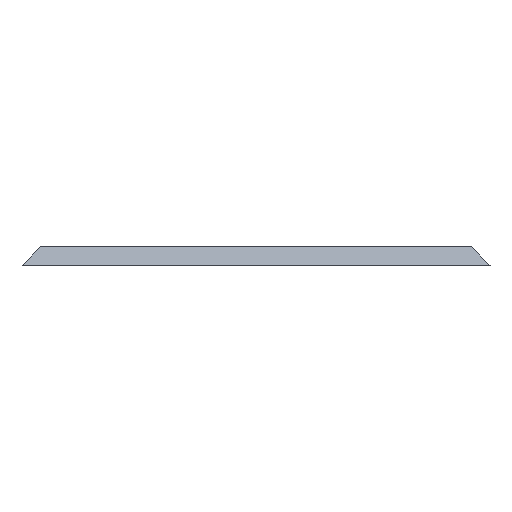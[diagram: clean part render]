
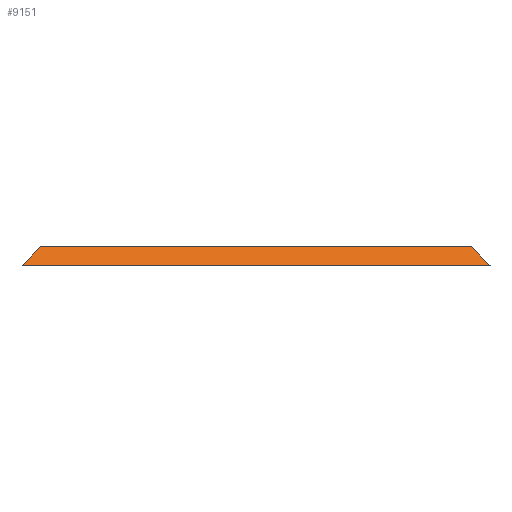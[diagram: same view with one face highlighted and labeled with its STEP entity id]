
A CAD part, left-side view. The second image highlights one B-rep face of the part: STEP entity #9151.
In plain terms, the highlighted planar face has unit normal (-0.707, 0, 0.707).
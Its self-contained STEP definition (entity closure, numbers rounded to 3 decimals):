
#1034=FACE_OUTER_BOUND('',#1558,.T.);
#1558=EDGE_LOOP('',(#6084,#6085,#6086,#6087));
#2126=LINE('',#11076,#2910);
#2127=LINE('',#11078,#2911);
#2128=LINE('',#11080,#2912);
#2129=LINE('',#11081,#2913);
#2910=VECTOR('',#9892,10.);
#2911=VECTOR('',#9893,10.);
#2912=VECTOR('',#9894,10.);
#2913=VECTOR('',#9895,10.);
#3694=VERTEX_POINT('',#11074);
#3695=VERTEX_POINT('',#11075);
#3696=VERTEX_POINT('',#11077);
#3697=VERTEX_POINT('',#11079);
#4650=EDGE_CURVE('',#3694,#3695,#2126,.T.);
#4651=EDGE_CURVE('',#3695,#3696,#2127,.T.);
#4652=EDGE_CURVE('',#3697,#3696,#2128,.T.);
#4653=EDGE_CURVE('',#3694,#3697,#2129,.T.);
#6084=ORIENTED_EDGE('',*,*,#4650,.T.);
#6085=ORIENTED_EDGE('',*,*,#4651,.T.);
#6086=ORIENTED_EDGE('',*,*,#4652,.F.);
#6087=ORIENTED_EDGE('',*,*,#4653,.F.);
#8952=PLANE('',#9689);
#9151=ADVANCED_FACE('',(#1034),#8952,.T.);
#9689=AXIS2_PLACEMENT_3D('',#11073,#9890,#9891);
#9890=DIRECTION('center_axis',(-0.707,0.,0.707));
#9891=DIRECTION('ref_axis',(0.707,0.,0.707));
#9892=DIRECTION('',(0.,1.,0.));
#9893=DIRECTION('',(-0.577,0.577,-0.577));
#9894=DIRECTION('',(0.,1.,0.));
#9895=DIRECTION('',(-0.577,-0.577,-0.577));
#11073=CARTESIAN_POINT('Origin',(-36.5,12.5,1.));
#11074=CARTESIAN_POINT('',(-35.5,-23.,2.));
#11075=CARTESIAN_POINT('',(-35.5,23.,2.));
#11076=CARTESIAN_POINT('',(-35.5,12.5,2.));
#11077=CARTESIAN_POINT('',(-37.5,25.,0.));
#11078=CARTESIAN_POINT('',(-35.5,23.,2.));
#11079=CARTESIAN_POINT('',(-37.5,-25.,0.));
#11080=CARTESIAN_POINT('',(-37.5,-25.,0.));
#11081=CARTESIAN_POINT('',(-35.5,-23.,2.));
